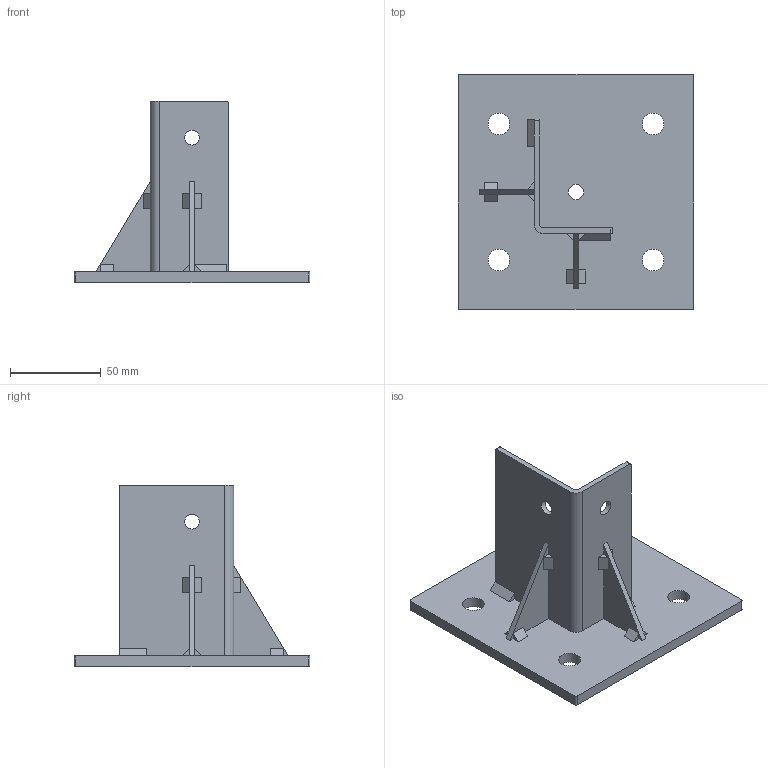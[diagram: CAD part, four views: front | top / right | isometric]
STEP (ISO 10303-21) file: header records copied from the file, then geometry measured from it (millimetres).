
FILE_DESCRIPTION((''),'2;1');
FILE_NAME('534040.ipt.stp','2010-09-05T12:21:21',(''),(''),'Autodesk Inventor 2010','Autodesk Inventor 2010','');
FILE_SCHEMA(('AUTOMOTIVE_DESIGN { 1 0 10303 214 1 1 1 1 }'));
Length unit declared in the file: millimetre
Products named in the file (1): 534040
Bounding box: 130 x 130 x 100 mm (x, y, z)
Volume: 131644.6 mm3; surface area: 59287.7 mm2
Topology: 1 solids, 1 shells, 69 faces, 185 edges, 119 vertices
Faces by surface type: plane 53, cylinder 8, bspline 8
Entity records: 2327 total; most frequent: CARTESIAN_POINT 502, ORIENTED_EDGE 354, DIRECTION 332, EDGE_CURVE 177, VECTOR 146, LINE 146, VERTEX_POINT 119, AXIS2_PLACEMENT_3D 93
